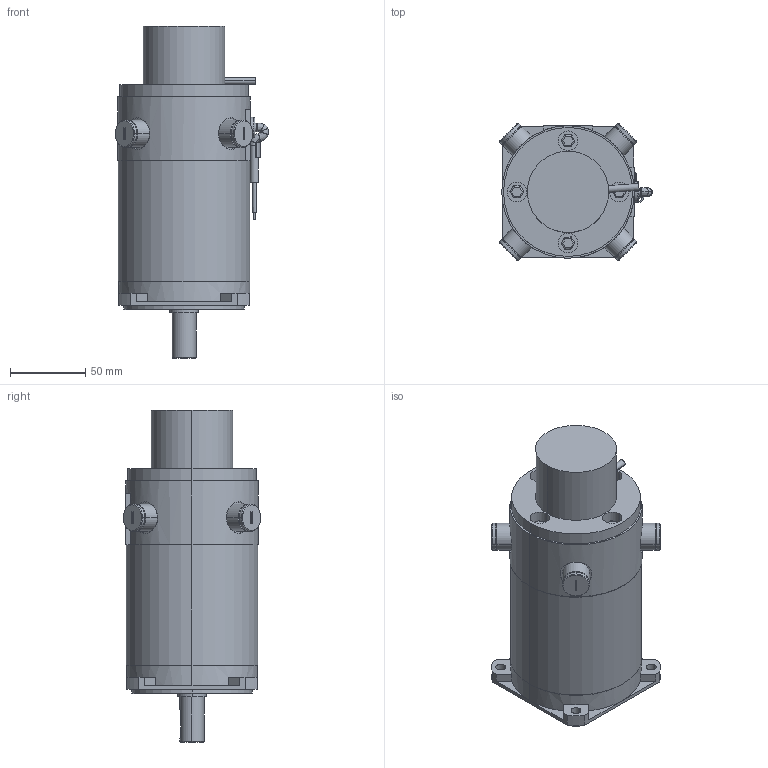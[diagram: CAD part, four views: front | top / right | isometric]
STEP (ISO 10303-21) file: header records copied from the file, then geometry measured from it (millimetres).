
FILE_DESCRIPTION (( 'STEP AP214' ), '1' );
FILE_NAME ('8DA50-9ST.STEP', '2024-05-03T11:37:38', ( '' ), ( '' ), 'SwSTEP 2.0', 'SolidWorks 2023', '' );
FILE_SCHEMA (( 'AUTOMOTIVE_DESIGN' ));
Length unit declared in the file: millimetre
Products named in the file (1): 8DA50-9ST
Bounding box: 101.77 x 91.22 x 220.5 mm (x, y, z)
Volume: 1004478.8 mm3; surface area: 76259.2 mm2
Topology: 4 solids, 9 shells, 330 faces, 758 edges, 474 vertices
Faces by surface type: cylinder 139, plane 139, torus 18, cone 18, bspline 16
Entity records: 12657 total; most frequent: CARTESIAN_POINT 5219, DIRECTION 1530, ORIENTED_EDGE 1508, EDGE_CURVE 754, AXIS2_PLACEMENT_3D 572, VERTEX_POINT 474, LINE 386, VECTOR 386
